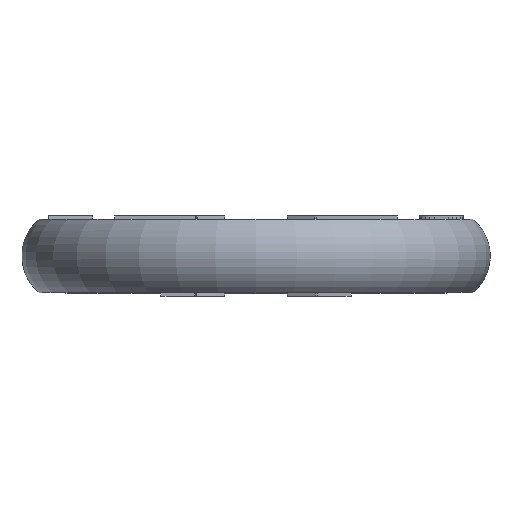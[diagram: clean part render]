
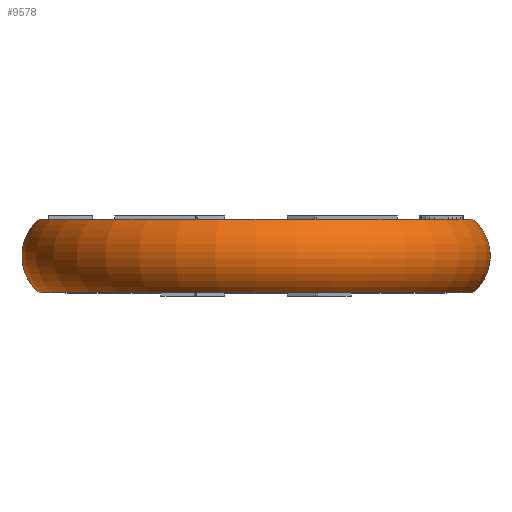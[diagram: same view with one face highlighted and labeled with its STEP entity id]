
A CAD part, top view. The second image highlights one B-rep face of the part: STEP entity #9578.
In plain terms, the highlighted toroidal (fillet/blend) face has major radius 25.5 mm and minor radius 6.5 mm.
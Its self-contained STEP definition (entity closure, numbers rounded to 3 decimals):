
#5=CARTESIAN_POINT('',(0.,5.,39.));
#6=DIRECTION('',(0.,1.,0.));
#7=DIRECTION('',(-1.,0.,0.));
#8=AXIS2_PLACEMENT_3D('',#5,#6,#7);
#1666=CARTESIAN_POINT('',(25.5,0.,39.));
#1667=DIRECTION('',(0.,0.,1.));
#1668=DIRECTION('',(0.639,-0.769,0.));
#1669=AXIS2_PLACEMENT_3D('',#1666,#1667,#1668);
#1681=CARTESIAN_POINT('',(-25.5,0.,39.));
#1682=DIRECTION('',(0.,0.,1.));
#1683=DIRECTION('',(-0.639,0.769,0.));
#1684=AXIS2_PLACEMENT_3D('',#1681,#1682,#1683);
#1690=CARTESIAN_POINT('',(0.,-5.,39.));
#1691=DIRECTION('',(0.,-1.,0.));
#1692=DIRECTION('',(1.,0.,0.));
#1693=AXIS2_PLACEMENT_3D('',#1690,#1691,#1692);
#7505=CARTESIAN_POINT('',(29.653,-5.,39.));
#7506=VERTEX_POINT('',#7505);
#7507=CARTESIAN_POINT('',(29.653,5.,39.));
#7508=VERTEX_POINT('',#7507);
#7513=CARTESIAN_POINT('',(-29.653,5.,39.));
#7514=CARTESIAN_POINT('',(-29.653,-5.,39.));
#7515=VERTEX_POINT('',#7513);
#7516=VERTEX_POINT('',#7514);
#9566=CARTESIAN_POINT('',(0.,0.,39.));
#9567=DIRECTION('',(0.,1.,0.));
#9568=DIRECTION('',(1.,0.,0.));
#9569=AXIS2_PLACEMENT_3D('',#9566,#9567,#9568);
#9570=TOROIDAL_SURFACE('',#9569,25.5,6.5);
#9571=ORIENTED_EDGE('',*,*,#9532,.F.);
#9573=ORIENTED_EDGE('',*,*,#9572,.T.);
#9574=ORIENTED_EDGE('',*,*,#9557,.F.);
#9575=ORIENTED_EDGE('',*,*,#8658,.T.);
#9576=EDGE_LOOP('',(#9571,#9573,#9574,#9575));
#9577=FACE_OUTER_BOUND('',#9576,.F.);
#9578=ADVANCED_FACE('',(#9577),#9570,.T.);
#9=CIRCLE('',#8,29.653);
#1670=CIRCLE('',#1669,6.5);
#1685=CIRCLE('',#1684,6.5);
#1694=CIRCLE('',#1693,29.653);
#8658=EDGE_CURVE('',#7515,#7508,#9,.T.);
#9532=EDGE_CURVE('',#7506,#7508,#1670,.T.);
#9557=EDGE_CURVE('',#7515,#7516,#1685,.T.);
#9572=EDGE_CURVE('',#7506,#7516,#1694,.T.);
